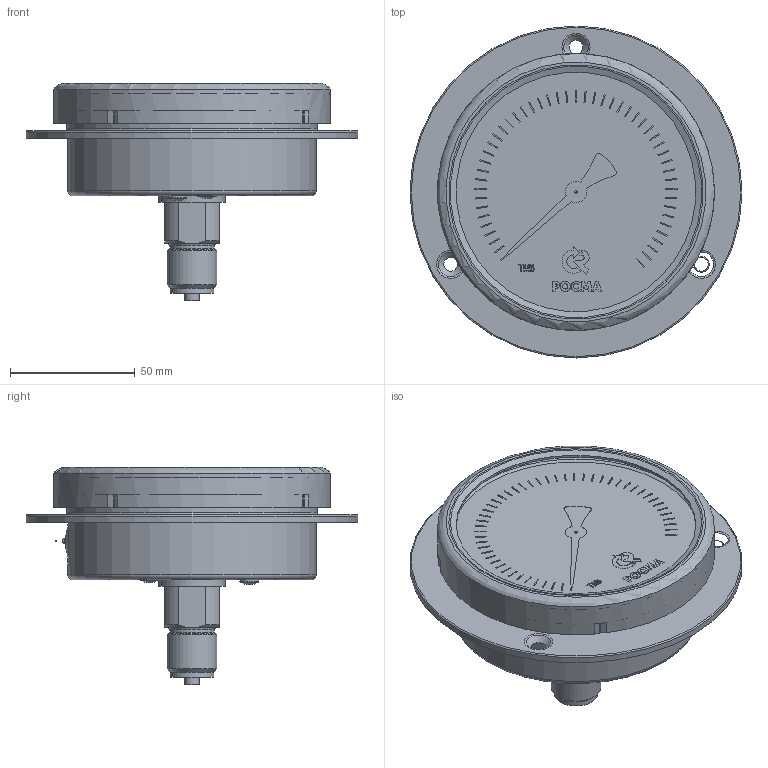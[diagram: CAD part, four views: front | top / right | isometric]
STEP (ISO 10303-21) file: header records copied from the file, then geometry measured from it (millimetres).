
FILE_DESCRIPTION(/* description */ ('ТМ-520ТКП'),/* implementation_level */ '2;1');
FILE_NAME(/* name */ 'ТМ-520ТКП.stp',/* time_stamp */ '2023-08-25T10:08:25+03:00',/* author */ ('Tech'),/* organization */ (''),/* preprocessor_version */ 'ST-DEVELOPER v18.1',/* originating_system */ 'Autodesk Inventor 2021',/* authorisation */ '');
FILE_SCHEMA (('AUTOMOTIVE_DESIGN { 1 0 10303 214 3 1 1 }'));
Length unit declared in the file: millimetre
Products named in the file (1): ТМ-520ТКП
Bounding box: 133 x 133 x 87 mm (x, y, z)
Volume: 339481.1 mm3; surface area: 71186.4 mm2
Topology: 2 solids, 6 shells, 613 faces, 1607 edges, 1085 vertices
Faces by surface type: plane 468, cylinder 84, cone 32, torus 21, bspline 5, sphere 3
Full cylindrical faces by diameter (mm): 0.5 x1, 0.99 x1, 2.093 x1, 3.5 x2, 4 x3, 4.143 x1, 4.3 x3, 5.8 x3, 6 x1, 7.6 x3, 14.5 x1, 17.5 x1, 18 x1, 20 x1, 25 x1, 26.6 x1, 96 x1, 97.9 x1, 99.5 x2, 110.2 x1, 111 x1, 131.8 x1, 133 x1
Entity records: 19507 total; most frequent: CARTESIAN_POINT 4066, ORIENTED_EDGE 3214, DIRECTION 3095, EDGE_CURVE 1607, LINE 1119, VECTOR 1119, VERTEX_POINT 1085, AXIS2_PLACEMENT_3D 988
